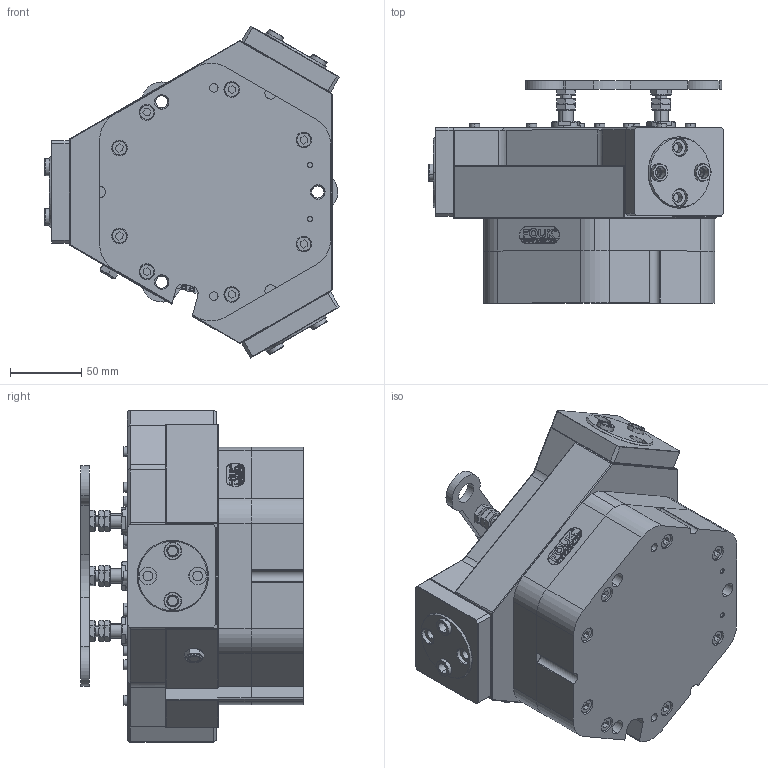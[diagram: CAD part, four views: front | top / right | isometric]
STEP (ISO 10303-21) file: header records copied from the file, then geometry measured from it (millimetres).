
FILE_DESCRIPTION (( 'STEP AP203' ), '1' );
FILE_NAME ('TZF125-C46-NC.STEP', '2026-03-13T08:01:08', ( 'USER-' ), ( 'Microsoft' ), 'SwSTEP 2.0', 'SolidWorks 2018', '' );
FILE_SCHEMA (( 'CONFIG_CONTROL_DESIGN' ));
Length unit declared in the file: millimetre
Products named in the file (18): FZ125-200-M-NO-05 赻坶菁裔啣; BSLM01; TZF125-07 芢裝; -C; 32x12-R6; TZF125-C46-NC; TZ125-179-C43杅耀; TZF125-06 蹟恇唅极; M8情蹟譫; TZF125-04 奻葡裔啣; 棠羲換覜ん; ﾏ擎ﾗ12｡ﾁ8｡ﾁ6; TRF72-02 耜猾极; 内六角圆柱头螺钉[GBT70_1-2008][M6×45]; TZF125-M-01 褲极; TRF72-01 忒硌薊极; socket head thin cap screw_din(DIN 7984 - M4 x 8 --- 5.9N); FZ125-200-NC
Assembly tree (60 placements, depth 3):
  TZF125-C46-NC
    TZF125-M-01 褲极
    TRF72-01 忒硌薊极  x3
    TRF72-02 耜猾极  x3
    TZF125-04 奻葡裔啣
    ﾏ擎ﾗ12｡ﾁ8｡ﾁ6  x6
    socket head thin cap screw_din(DIN 7984 - M4 x 8 --- 5.9N)  x15
    棠羲換覜ん  x2
    32x12-R6
    BSLM01
    -C
      TZ125-179-C43杅耀
      M8情蹟譫  x9
      TZF125-07 芢裝  x3
      TZF125-06 蹟恇唅极  x3
    FZ125-200-NC
      FZ125-200-M-NO-05 赻坶菁裔啣
      内六角圆柱头螺钉[GBT70_1-2008][M6×45]  x8
Bounding box: 206.48 x 156 x 232.91 mm (x, y, z)
Volume: 2756045.2 mm3; surface area: 377087.5 mm2
Topology: 58 solids, 58 shells, 2254 faces, 5495 edges, 3449 vertices
Faces by surface type: plane 1049, cylinder 582, cone 373, bspline 154, torus 94, sphere 2
Entity records: 48285 total; most frequent: CARTESIAN_POINT 13645, ORIENTED_EDGE 6668, DIRECTION 6287, EDGE_CURVE 3334, VERTEX_POINT 2167, AXIS2_PLACEMENT_3D 2121, LINE 2045, VECTOR 2045
